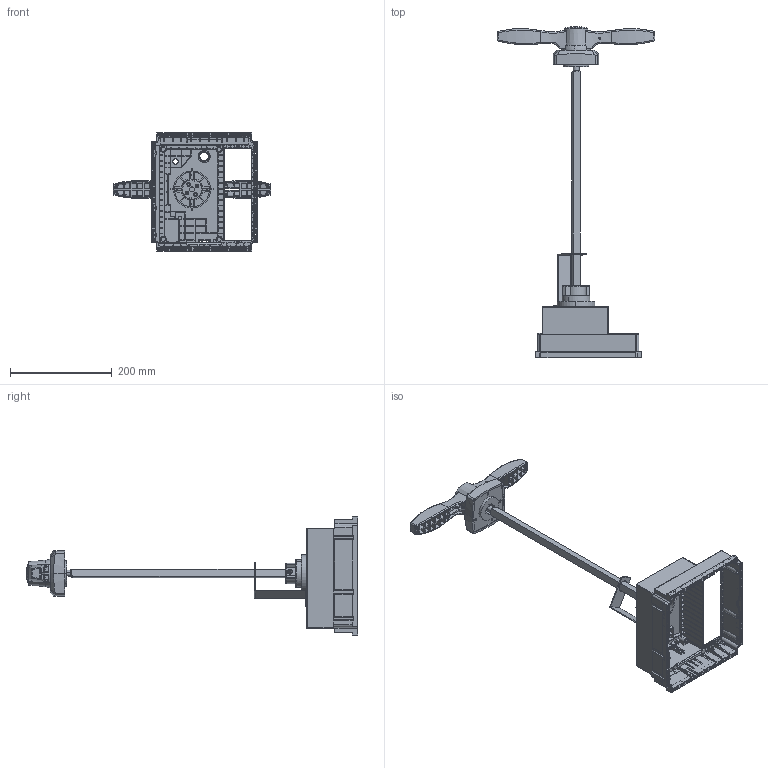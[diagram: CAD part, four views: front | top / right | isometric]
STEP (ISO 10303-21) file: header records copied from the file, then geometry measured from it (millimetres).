
FILE_DESCRIPTION (( 'STEP AP203' ), '1' );
FILE_NAME ('GCBX5-EHR-N4X-BK.step', '2021-09-02T13:03:46', ( '' ), ( '' ), 'SwSTEP 2.0', 'SolidWorks 2021', '' );
FILE_SCHEMA (( 'CONFIG_CONTROL_DESIGN' ));
Length unit declared in the file: millimetre
Products named in the file (1): GCBX5-EHR-N4X-BK
Bounding box: 310 x 652 x 233 mm (x, y, z)
Volume: 873459.8 mm3; surface area: 468725.4 mm2
Topology: 6 solids, 6 shells, 2788 faces, 7506 edges, 4881 vertices
Faces by surface type: plane 1858, cylinder 518, torus 120, cone 113, sphere 113, bspline 66
Entity records: 93524 total; most frequent: CARTESIAN_POINT 24213, ORIENTED_EDGE 15004, DIRECTION 13498, EDGE_CURVE 7502, VECTOR 5266, LINE 5266, VERTEX_POINT 4881, AXIS2_PLACEMENT_3D 4116
